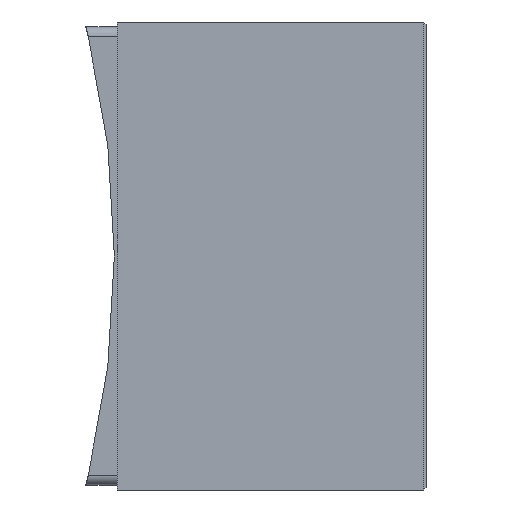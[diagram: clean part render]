
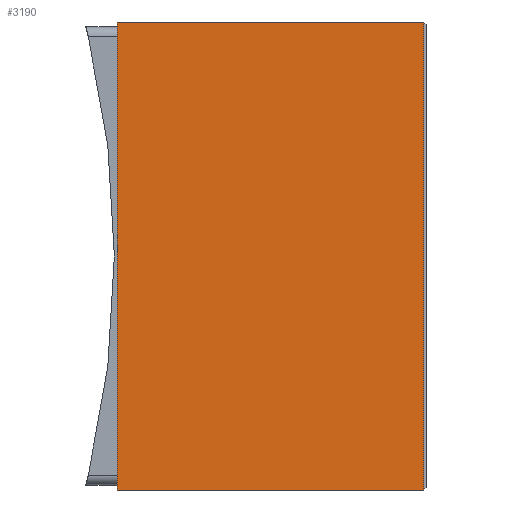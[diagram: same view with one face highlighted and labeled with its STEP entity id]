
A CAD part, left-side view. The second image highlights one B-rep face of the part: STEP entity #3190.
In plain terms, the highlighted planar face has unit normal (-1, 0, 0).
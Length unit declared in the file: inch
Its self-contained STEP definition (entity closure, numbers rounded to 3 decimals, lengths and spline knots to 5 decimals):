
#209 = CARTESIAN_POINT ( 'NONE',  ( -5.90551, 0.03, 2.95276 ) ) ;
#442 = CARTESIAN_POINT ( 'NONE',  ( -5.90551, 3.89764, 2.95276 ) ) ;
#551 = DIRECTION ( 'NONE',  ( 0., -1., 0. ) ) ;
#783 = ORIENTED_EDGE ( 'NONE', *, *, #3433, .F. ) ;
#832 = CARTESIAN_POINT ( 'NONE',  ( -5.90551, 0.03, -2.95276 ) ) ;
#897 = DIRECTION ( 'NONE',  ( 0., 0., 1. ) ) ;
#961 = EDGE_CURVE ( 'NONE', #3589, #2954, #1147, .T. ) ;
#992 = ORIENTED_EDGE ( 'NONE', *, *, #3303, .F. ) ;
#1071 = ORIENTED_EDGE ( 'NONE', *, *, #2243, .T. ) ;
#1144 = VECTOR ( 'NONE', #897, 39.37008 ) ;
#1147 = LINE ( 'NONE', #2185, #2312 ) ;
#1339 = DIRECTION ( 'NONE',  ( 1., 0., 0. ) ) ;
#1547 = VECTOR ( 'NONE', #2134, 39.37008 ) ;
#1896 = VERTEX_POINT ( 'NONE', #2722 ) ;
#2033 = DIRECTION ( 'NONE',  ( 0., 0., -1. ) ) ;
#2134 = DIRECTION ( 'NONE',  ( 0., 0., 1. ) ) ;
#2185 = CARTESIAN_POINT ( 'NONE',  ( -5.90551, 3.89764, -2.95276 ) ) ;
#2243 = EDGE_CURVE ( 'NONE', #2954, #4414, #4010, .T. ) ;
#2273 = AXIS2_PLACEMENT_3D ( 'NONE', #4175, #1339, #2033 ) ;
#2312 = VECTOR ( 'NONE', #3647, 39.37008 ) ;
#2397 = CARTESIAN_POINT ( 'NONE',  ( -5.90551, 3.89764, -2.95276 ) ) ;
#2722 = CARTESIAN_POINT ( 'NONE',  ( -5.90551, 3.89764, 2.95276 ) ) ;
#2821 = CARTESIAN_POINT ( 'NONE',  ( -5.90551, 3.89764, 2.95276 ) ) ;
#2895 = LINE ( 'NONE', #442, #1547 ) ;
#2898 = ORIENTED_EDGE ( 'NONE', *, *, #961, .T. ) ;
#2954 = VERTEX_POINT ( 'NONE', #832 ) ;
#3146 = VECTOR ( 'NONE', #551, 39.37008 ) ;
#3162 = LINE ( 'NONE', #2821, #3146 ) ;
#3190 = ADVANCED_FACE ( 'NONE', ( #3503 ), #4127, .F. ) ;
#3303 = EDGE_CURVE ( 'NONE', #3589, #1896, #2895, .T. ) ;
#3433 = EDGE_CURVE ( 'NONE', #1896, #4414, #3162, .T. ) ;
#3503 = FACE_OUTER_BOUND ( 'NONE', #3700, .T. ) ;
#3589 = VERTEX_POINT ( 'NONE', #2397 ) ;
#3647 = DIRECTION ( 'NONE',  ( 0., -1., 0. ) ) ;
#3700 = EDGE_LOOP ( 'NONE', ( #2898, #1071, #783, #992 ) ) ;
#4010 = LINE ( 'NONE', #4349, #1144 ) ;
#4127 = PLANE ( 'NONE',  #2273 ) ;
#4175 = CARTESIAN_POINT ( 'NONE',  ( -5.90551, 3.89764, 2.95276 ) ) ;
#4349 = CARTESIAN_POINT ( 'NONE',  ( -5.90551, 0.03, 2.95276 ) ) ;
#4414 = VERTEX_POINT ( 'NONE', #209 ) ;
